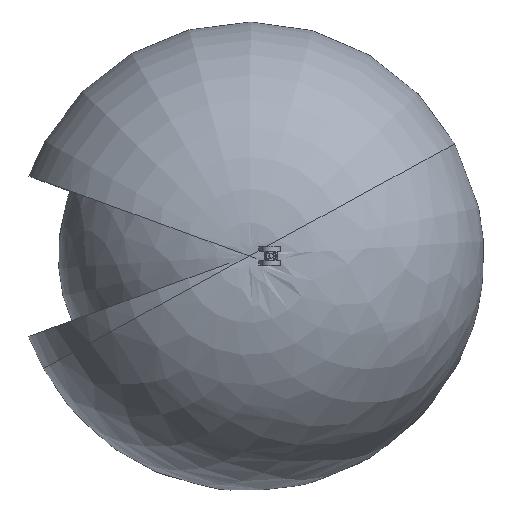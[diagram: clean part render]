
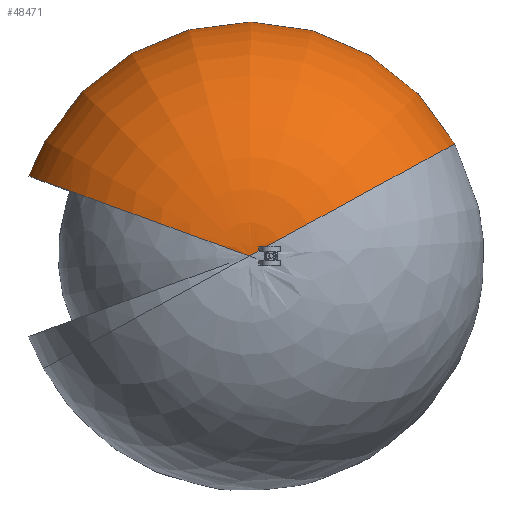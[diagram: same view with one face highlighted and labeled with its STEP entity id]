
A CAD part, top view. The second image highlights one B-rep face of the part: STEP entity #48471.
In plain terms, the highlighted face is a revolution surface.
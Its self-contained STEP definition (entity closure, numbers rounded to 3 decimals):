
#48430=AXIS2_PLACEMENT_3D('Circle Axis2P3D',#48428,#48429,$) ;
#48340=CARTESIAN_POINT('Control Point',(0.,0.,1992.221)) ;
#48341=CARTESIAN_POINT('Control Point',(5.387,0.,1992.781)) ;
#48342=CARTESIAN_POINT('Control Point',(10.776,0.,1993.316)) ;
#48343=CARTESIAN_POINT('Control Point',(16.168,0.,1993.826)) ;
#48344=CARTESIAN_POINT('Control Point',(88.452,0.,2000.322)) ;
#48345=CARTESIAN_POINT('Control Point',(161.121,0.,2002.294)) ;
#48346=CARTESIAN_POINT('Control Point',(228.398,0.,2000.219)) ;
#48347=CARTESIAN_POINT('Control Point',(362.41,0.,1988.288)) ;
#48348=CARTESIAN_POINT('Control Point',(494.149,0.,1960.972)) ;
#48349=CARTESIAN_POINT('Control Point',(559.154,0.,1943.511)) ;
#48350=CARTESIAN_POINT('Control Point',(686.85,0.,1901.141)) ;
#48351=CARTESIAN_POINT('Control Point',(808.803,0.,1844.318)) ;
#48352=CARTESIAN_POINT('Control Point',(868.065,0.,1812.404)) ;
#48353=CARTESIAN_POINT('Control Point',(982.627,0.,1741.857)) ;
#48354=CARTESIAN_POINT('Control Point',(1088.283,0.,1658.56)) ;
#48355=CARTESIAN_POINT('Control Point',(1138.638,0.,1613.896)) ;
#48356=CARTESIAN_POINT('Control Point',(1233.951,0.,1518.938)) ;
#48357=CARTESIAN_POINT('Control Point',(1317.668,0.,1413.616)) ;
#48358=CARTESIAN_POINT('Control Point',(1356.428,0.,1358.587)) ;
#48359=CARTESIAN_POINT('Control Point',(1427.401,0.,1244.288)) ;
#48360=CARTESIAN_POINT('Control Point',(1484.711,0.,1122.563)) ;
#48361=CARTESIAN_POINT('Control Point',(1509.806,0.,1060.107)) ;
#48362=CARTESIAN_POINT('Control Point',(1552.651,0.,932.57)) ;
#48363=CARTESIAN_POINT('Control Point',(1580.493,0.,800.941)) ;
#48364=CARTESIAN_POINT('Control Point',(1590.583,0.,734.392)) ;
#48365=CARTESIAN_POINT('Control Point',(1603.013,0.,600.426)) ;
#48366=CARTESIAN_POINT('Control Point',(1599.9,0.,465.921)) ;
#48367=CARTESIAN_POINT('Control Point',(1594.448,0.,398.833)) ;
#48368=CARTESIAN_POINT('Control Point',(1575.799,0.,265.59)) ;
#48369=CARTESIAN_POINT('Control Point',(1541.898,0.,135.39)) ;
#48370=CARTESIAN_POINT('Control Point',(1521.193,0.,71.344)) ;
#48371=CARTESIAN_POINT('Control Point',(1472.46,0.,-54.061)) ;
#48372=CARTESIAN_POINT('Control Point',(1409.581,0.,-173.005)) ;
#48373=CARTESIAN_POINT('Control Point',(1374.729,0.,-230.589)) ;
#48374=CARTESIAN_POINT('Control Point',(1308.816,0.,-326.476)) ;
#48375=CARTESIAN_POINT('Control Point',(1233.713,0.,-415.231)) ;
#48376=CARTESIAN_POINT('Control Point',(1200.467,0.,-451.312)) ;
#48377=CARTESIAN_POINT('Control Point',(1165.736,0.,-485.945)) ;
#48378=CARTESIAN_POINT('Control Point',(1129.606,0.,-519.052)) ;
#48379=CARTESIAN_POINT('Axis1P Location',(0.,0.,658.303)) ;
#48384=CARTESIAN_POINT('Control Point',(0.,0.,1992.221)) ;
#48385=CARTESIAN_POINT('Control Point',(4.727,2.583,1992.781)) ;
#48386=CARTESIAN_POINT('Control Point',(9.457,5.167,1993.316)) ;
#48387=CARTESIAN_POINT('Control Point',(14.189,7.752,1993.826)) ;
#48388=CARTESIAN_POINT('Control Point',(77.624,42.406,2000.322)) ;
#48389=CARTESIAN_POINT('Control Point',(141.397,77.246,2002.294)) ;
#48390=CARTESIAN_POINT('Control Point',(200.438,109.5,2000.219)) ;
#48391=CARTESIAN_POINT('Control Point',(318.045,173.749,1988.288)) ;
#48392=CARTESIAN_POINT('Control Point',(433.657,236.908,1960.972)) ;
#48393=CARTESIAN_POINT('Control Point',(490.704,268.073,1943.511)) ;
#48394=CARTESIAN_POINT('Control Point',(602.768,329.293,1901.141)) ;
#48395=CARTESIAN_POINT('Control Point',(709.791,387.761,1844.318)) ;
#48396=CARTESIAN_POINT('Control Point',(761.799,416.173,1812.404)) ;
#48397=CARTESIAN_POINT('Control Point',(862.337,471.097,1741.857)) ;
#48398=CARTESIAN_POINT('Control Point',(955.058,521.751,1658.56)) ;
#48399=CARTESIAN_POINT('Control Point',(999.249,545.892,1613.896)) ;
#48400=CARTESIAN_POINT('Control Point',(1082.894,591.587,1518.938)) ;
#48401=CARTESIAN_POINT('Control Point',(1156.362,631.724,1413.616)) ;
#48402=CARTESIAN_POINT('Control Point',(1190.377,650.306,1358.587)) ;
#48403=CARTESIAN_POINT('Control Point',(1252.663,684.333,1244.288)) ;
#48404=CARTESIAN_POINT('Control Point',(1302.956,711.808,1122.563)) ;
#48405=CARTESIAN_POINT('Control Point',(1324.979,723.839,1060.107)) ;
#48406=CARTESIAN_POINT('Control Point',(1362.58,744.381,932.57)) ;
#48407=CARTESIAN_POINT('Control Point',(1387.013,757.729,800.941)) ;
#48408=CARTESIAN_POINT('Control Point',(1395.868,762.566,734.392)) ;
#48409=CARTESIAN_POINT('Control Point',(1406.777,768.526,600.426)) ;
#48410=CARTESIAN_POINT('Control Point',(1404.045,767.033,465.921)) ;
#48411=CARTESIAN_POINT('Control Point',(1399.259,764.419,398.833)) ;
#48412=CARTESIAN_POINT('Control Point',(1382.893,755.478,265.59)) ;
#48413=CARTESIAN_POINT('Control Point',(1353.142,739.225,135.39)) ;
#48414=CARTESIAN_POINT('Control Point',(1334.972,729.299,71.344)) ;
#48415=CARTESIAN_POINT('Control Point',(1292.205,705.935,-54.061)) ;
#48416=CARTESIAN_POINT('Control Point',(1237.024,675.789,-173.005)) ;
#48417=CARTESIAN_POINT('Control Point',(1206.438,659.08,-230.589)) ;
#48418=CARTESIAN_POINT('Control Point',(1148.594,627.48,-326.476)) ;
#48419=CARTESIAN_POINT('Control Point',(1082.685,591.474,-415.231)) ;
#48420=CARTESIAN_POINT('Control Point',(1053.509,575.534,-451.312)) ;
#48421=CARTESIAN_POINT('Control Point',(1023.029,558.883,-485.945)) ;
#48422=CARTESIAN_POINT('Control Point',(991.322,541.562,-519.052)) ;
#48423=CARTESIAN_POINT('Vertex',(0.,0.,1992.221)) ;
#48425=CARTESIAN_POINT('Vertex',(991.322,541.562,-519.052)) ;
#48428=CARTESIAN_POINT('Axis2P3D Location',(0.,0.,-519.052)) ;
#48432=CARTESIAN_POINT('Vertex',(-1061.482,386.348,-519.052)) ;
#48436=CARTESIAN_POINT('Control Point',(-602.722,219.373,1914.193)) ;
#48437=CARTESIAN_POINT('Control Point',(-703.876,256.19,1875.417)) ;
#48438=CARTESIAN_POINT('Control Point',(-801.437,291.699,1826.024)) ;
#48439=CARTESIAN_POINT('Control Point',(-894.091,325.422,1766.515)) ;
#48440=CARTESIAN_POINT('Control Point',(-1029.529,374.718,1658.761)) ;
#48441=CARTESIAN_POINT('Control Point',(-1147.444,417.635,1530.595)) ;
#48442=CARTESIAN_POINT('Control Point',(-1187.552,432.234,1481.831)) ;
#48443=CARTESIAN_POINT('Control Point',(-1302.847,474.198,1324.781)) ;
#48444=CARTESIAN_POINT('Control Point',(-1391.806,506.576,1148.246)) ;
#48445=CARTESIAN_POINT('Control Point',(-1438.564,523.594,1022.178)) ;
#48446=CARTESIAN_POINT('Control Point',(-1503.8,547.338,760.814)) ;
#48447=CARTESIAN_POINT('Control Point',(-1511.187,550.027,490.502)) ;
#48448=CARTESIAN_POINT('Control Point',(-1500.091,545.988,355.485)) ;
#48449=CARTESIAN_POINT('Control Point',(-1446.116,526.343,77.185)) ;
#48450=CARTESIAN_POINT('Control Point',(-1330.844,484.388,-179.585)) ;
#48451=CARTESIAN_POINT('Control Point',(-1254.523,456.609,-305.211)) ;
#48452=CARTESIAN_POINT('Control Point',(-1163.994,423.659,-419.089)) ;
#48453=CARTESIAN_POINT('Control Point',(-1061.482,386.348,-519.052)) ;
#48454=CARTESIAN_POINT('Vertex',(-602.722,219.373,1914.193)) ;
#48458=CARTESIAN_POINT('Control Point',(0.,0.,1992.221)) ;
#48459=CARTESIAN_POINT('Control Point',(-121.804,44.333,2005.702)) ;
#48460=CARTESIAN_POINT('Control Point',(-245.031,89.184,2004.621)) ;
#48461=CARTESIAN_POINT('Control Point',(-367.631,133.807,1988.75)) ;
#48462=CARTESIAN_POINT('Control Point',(-487.508,177.438,1958.358)) ;
#48463=CARTESIAN_POINT('Control Point',(-602.722,219.373,1914.193)) ;
#48380=DIRECTION('Axis1P Direction',(0.,0.,1.)) ;
#48429=DIRECTION('Axis2P3D Direction',(0.,0.,1.)) ;
#48381=AXIS1_PLACEMENT('Revolution Surface Axis1P',#48379,#48380) ;
#48466=ORIENTED_EDGE('',*,*,#48427,.T.) ;
#48467=ORIENTED_EDGE('',*,*,#48434,.T.) ;
#48468=ORIENTED_EDGE('',*,*,#48456,.T.) ;
#48469=ORIENTED_EDGE('',*,*,#48464,.F.) ;
#48471=ADVANCED_FACE('Sph\X2\00E8\X0\re finale',(#48470),#48382,.F.) ;
#48339=B_SPLINE_CURVE_WITH_KNOTS('',5,(#48340,#48341,#48342,#48343,#48344,#48345,#48346,#48347,#48348,#48349,#48350,#48351,#48352,#48353,#48354,#48355,#48356,#48357,#48358,#48359,#48360,#48361,#48362,#48363,#48364,#48365,#48366,#48367,#48368,#48369,#48370,#48371,#48372,#48373,#48374,#48375,#48376,#48377,#48378),.UNSPECIFIED.,.F.,.U.,(6,3,3,3,3,3,3,3,3,3,3,3,6),(0.,38.297,513.178,988.059,1462.94,1937.821,2412.702,2887.583,3362.464,3837.345,4312.226,4787.107,5133.619),.UNSPECIFIED.) ;
#48383=B_SPLINE_CURVE_WITH_KNOTS('',5,(#48384,#48385,#48386,#48387,#48388,#48389,#48390,#48391,#48392,#48393,#48394,#48395,#48396,#48397,#48398,#48399,#48400,#48401,#48402,#48403,#48404,#48405,#48406,#48407,#48408,#48409,#48410,#48411,#48412,#48413,#48414,#48415,#48416,#48417,#48418,#48419,#48420,#48421,#48422),.UNSPECIFIED.,.F.,.U.,(6,3,3,3,3,3,3,3,3,3,3,3,6),(0.,38.297,513.178,988.059,1462.94,1937.821,2412.702,2887.583,3362.464,3837.345,4312.226,4787.107,5133.619),.UNSPECIFIED.) ;
#48435=B_SPLINE_CURVE_WITH_KNOTS('',5,(#48436,#48437,#48438,#48439,#48440,#48441,#48442,#48443,#48444,#48445,#48446,#48447,#48448,#48449,#48450,#48451,#48452,#48453),.UNSPECIFIED.,.F.,.U.,(6,3,3,3,3,6),(0.,990.883,1550.947,2714.157,3877.367,5158.771),.UNSPECIFIED.) ;
#48457=B_SPLINE_CURVE_WITH_KNOTS('',5,(#48458,#48459,#48460,#48461,#48462,#48463),.UNSPECIFIED.,.F.,.U.,(6,6),(0.,1128.605),.UNSPECIFIED.) ;
#48431=CIRCLE('generated circle',#48430,1129.606) ;
#48427=EDGE_CURVE('',#48424,#48426,#48383,.T.) ;
#48434=EDGE_CURVE('',#48426,#48433,#48431,.T.) ;
#48456=EDGE_CURVE('',#48433,#48455,#48435,.F.) ;
#48464=EDGE_CURVE('',#48424,#48455,#48457,.T.) ;
#48465=EDGE_LOOP('',(#48466,#48467,#48468,#48469)) ;
#48470=FACE_OUTER_BOUND('',#48465,.T.) ;
#48382=SURFACE_OF_REVOLUTION('Surface of Revolution',#48339,#48381) ;
#48424=VERTEX_POINT('',#48423) ;
#48426=VERTEX_POINT('',#48425) ;
#48433=VERTEX_POINT('',#48432) ;
#48455=VERTEX_POINT('',#48454) ;
